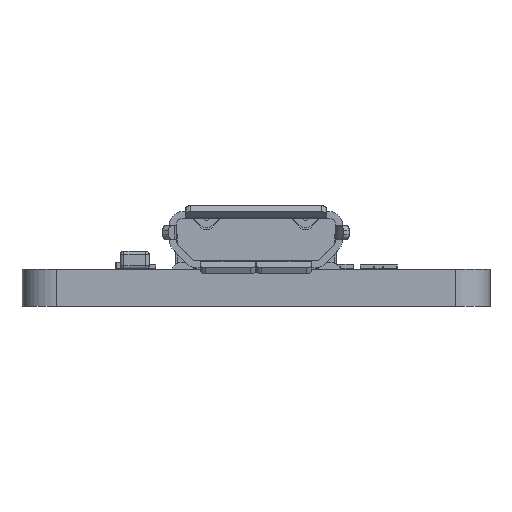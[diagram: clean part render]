
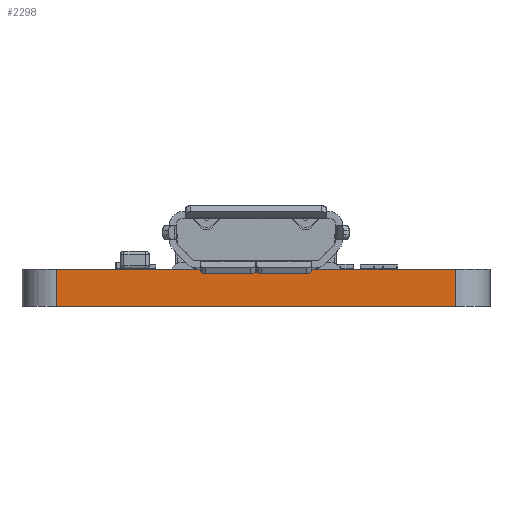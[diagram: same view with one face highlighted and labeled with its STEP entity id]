
A CAD part, left-side view. The second image highlights one B-rep face of the part: STEP entity #2298.
In plain terms, the highlighted planar face has unit normal (-1, 0, 0).
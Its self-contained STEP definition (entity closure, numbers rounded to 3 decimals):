
#148 = EDGE_CURVE('',#149,#151,#153,.T.);
#149 = VERTEX_POINT('',#150);
#150 = CARTESIAN_POINT('',(0.,1.5,-1.618));
#151 = VERTEX_POINT('',#152);
#152 = CARTESIAN_POINT('',(0.,1.5,0.));
#153 = LINE('',#154,#155);
#154 = CARTESIAN_POINT('',(0.,1.5,-1.618));
#155 = VECTOR('',#156,1.);
#156 = DIRECTION('',(0.,0.,1.));
#2271 = VERTEX_POINT('',#2272);
#2272 = CARTESIAN_POINT('',(0.,18.82,0.
    ));
#2279 = EDGE_CURVE('',#2280,#2271,#2282,.T.);
#2280 = VERTEX_POINT('',#2281);
#2281 = CARTESIAN_POINT('',(0.,18.82,
    -1.618));
#2282 = LINE('',#2283,#2284);
#2283 = CARTESIAN_POINT('',(0.,18.82,
    -1.618));
#2284 = VECTOR('',#2285,1.);
#2285 = DIRECTION('',(0.,0.,1.));
#2298 = ADVANCED_FACE('',(#2299),#2315,.F.);
#2299 = FACE_BOUND('',#2300,.F.);
#2300 = EDGE_LOOP('',(#2301,#2302,#2308,#2309));
#2301 = ORIENTED_EDGE('',*,*,#2279,.T.);
#2302 = ORIENTED_EDGE('',*,*,#2303,.T.);
#2303 = EDGE_CURVE('',#2271,#151,#2304,.T.);
#2304 = LINE('',#2305,#2306);
#2305 = CARTESIAN_POINT('',(0.,18.82,0.));
#2306 = VECTOR('',#2307,1.);
#2307 = DIRECTION('',(0.,-1.,0.));
#2308 = ORIENTED_EDGE('',*,*,#148,.F.);
#2309 = ORIENTED_EDGE('',*,*,#2310,.F.);
#2310 = EDGE_CURVE('',#2280,#149,#2311,.T.);
#2311 = LINE('',#2312,#2313);
#2312 = CARTESIAN_POINT('',(0.,18.82,-1.618));
#2313 = VECTOR('',#2314,1.);
#2314 = DIRECTION('',(0.,-1.,0.));
#2315 = PLANE('',#2316);
#2316 = AXIS2_PLACEMENT_3D('',#2317,#2318,#2319);
#2317 = CARTESIAN_POINT('',(0.,18.82,-1.618));
#2318 = DIRECTION('',(1.,0.,0.));
#2319 = DIRECTION('',(0.,-1.,0.));
